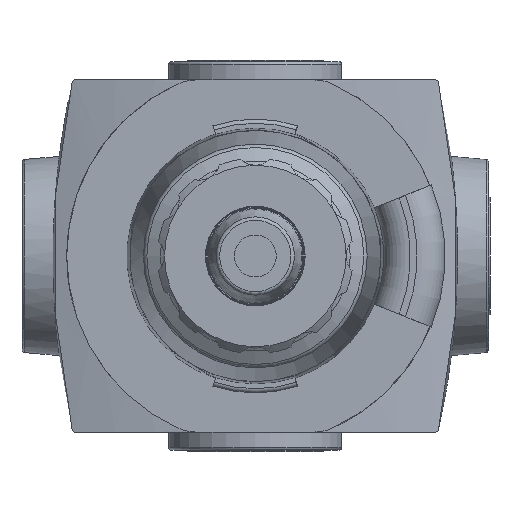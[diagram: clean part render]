
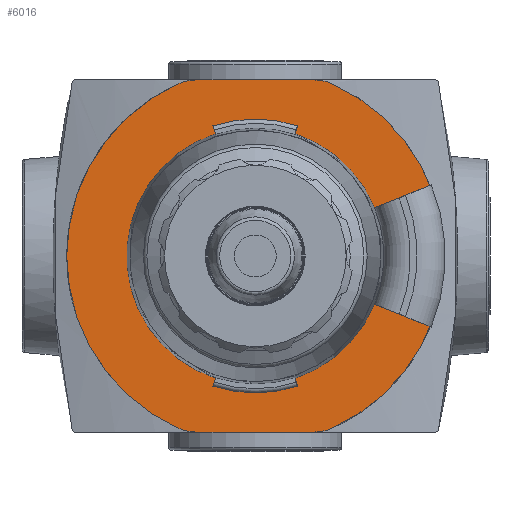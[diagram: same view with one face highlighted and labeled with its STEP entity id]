
A CAD part, front view. The second image highlights one B-rep face of the part: STEP entity #6016.
In plain terms, the highlighted planar face has unit normal (0, -1, 0).
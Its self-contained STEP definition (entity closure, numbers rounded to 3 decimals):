
#317=LINE('',#8180,#539);
#318=LINE('',#8188,#540);
#319=LINE('',#8193,#541);
#320=LINE('',#8198,#542);
#321=LINE('',#8202,#543);
#322=LINE('',#8206,#544);
#323=LINE('',#8210,#545);
#324=LINE('',#8214,#546);
#539=VECTOR('',#6861,1000.);
#540=VECTOR('',#6868,1000.);
#541=VECTOR('',#6873,1000.);
#542=VECTOR('',#6876,1000.);
#543=VECTOR('',#6879,1000.);
#544=VECTOR('',#6882,1000.);
#545=VECTOR('',#6885,1000.);
#546=VECTOR('',#6888,1000.);
#761=ORIENTED_EDGE('',*,*,#1927,.F.);
#762=ORIENTED_EDGE('',*,*,#1928,.F.);
#763=ORIENTED_EDGE('',*,*,#1929,.F.);
#764=ORIENTED_EDGE('',*,*,#1930,.F.);
#765=ORIENTED_EDGE('',*,*,#1931,.F.);
#766=ORIENTED_EDGE('',*,*,#1932,.F.);
#767=ORIENTED_EDGE('',*,*,#1933,.F.);
#768=ORIENTED_EDGE('',*,*,#1934,.F.);
#769=ORIENTED_EDGE('',*,*,#1935,.T.);
#770=ORIENTED_EDGE('',*,*,#1936,.F.);
#771=ORIENTED_EDGE('',*,*,#1937,.T.);
#772=ORIENTED_EDGE('',*,*,#1938,.T.);
#773=ORIENTED_EDGE('',*,*,#1939,.F.);
#774=ORIENTED_EDGE('',*,*,#1940,.F.);
#775=ORIENTED_EDGE('',*,*,#1941,.F.);
#776=ORIENTED_EDGE('',*,*,#1942,.F.);
#777=ORIENTED_EDGE('',*,*,#1943,.T.);
#778=ORIENTED_EDGE('',*,*,#1944,.F.);
#779=ORIENTED_EDGE('',*,*,#1945,.F.);
#780=ORIENTED_EDGE('',*,*,#1946,.F.);
#1927=EDGE_CURVE('',#2510,#2511,#2923,.T.);
#1928=EDGE_CURVE('',#2512,#2510,#317,.T.);
#1929=EDGE_CURVE('',#2513,#2512,#2924,.T.);
#1930=EDGE_CURVE('',#2514,#2513,#2925,.T.);
#1931=EDGE_CURVE('',#2515,#2514,#2926,.T.);
#1932=EDGE_CURVE('',#2516,#2515,#318,.T.);
#1933=EDGE_CURVE('',#2517,#2516,#2927,.T.);
#1934=EDGE_CURVE('',#2511,#2517,#2928,.T.);
#1935=EDGE_CURVE('',#2518,#2519,#319,.T.);
#1936=EDGE_CURVE('',#2520,#2519,#2929,.F.);
#1937=EDGE_CURVE('',#2520,#2521,#320,.T.);
#1938=EDGE_CURVE('',#2521,#2522,#2930,.T.);
#1939=EDGE_CURVE('',#2523,#2522,#321,.T.);
#1940=EDGE_CURVE('',#2524,#2523,#2931,.F.);
#1941=EDGE_CURVE('',#2525,#2524,#322,.T.);
#1942=EDGE_CURVE('',#2526,#2525,#2932,.T.);
#1943=EDGE_CURVE('',#2526,#2527,#323,.T.);
#1944=EDGE_CURVE('',#2528,#2527,#2933,.F.);
#1945=EDGE_CURVE('',#2529,#2528,#324,.T.);
#1946=EDGE_CURVE('',#2518,#2529,#2934,.T.);
#2510=VERTEX_POINT('',#8178);
#2511=VERTEX_POINT('',#8179);
#2512=VERTEX_POINT('',#8181);
#2513=VERTEX_POINT('',#8183);
#2514=VERTEX_POINT('',#8185);
#2515=VERTEX_POINT('',#8187);
#2516=VERTEX_POINT('',#8189);
#2517=VERTEX_POINT('',#8191);
#2518=VERTEX_POINT('',#8194);
#2519=VERTEX_POINT('',#8195);
#2520=VERTEX_POINT('',#8197);
#2521=VERTEX_POINT('',#8199);
#2522=VERTEX_POINT('',#8201);
#2523=VERTEX_POINT('',#8203);
#2524=VERTEX_POINT('',#8205);
#2525=VERTEX_POINT('',#8207);
#2526=VERTEX_POINT('',#8209);
#2527=VERTEX_POINT('',#8211);
#2528=VERTEX_POINT('',#8213);
#2529=VERTEX_POINT('',#8215);
#2923=CIRCLE('',#6308,3.);
#2924=CIRCLE('',#6309,3.);
#2925=CIRCLE('',#6310,13.5);
#2926=CIRCLE('',#6311,3.);
#2927=CIRCLE('',#6312,3.);
#2928=CIRCLE('',#6313,13.5);
#2929=CIRCLE('',#6314,9.2);
#2930=CIRCLE('',#6315,9.8);
#2931=CIRCLE('',#6316,9.2);
#2932=CIRCLE('',#6317,10.1);
#2933=CIRCLE('',#6318,9.2);
#2934=CIRCLE('',#6319,9.8);
#3180=EDGE_LOOP('',(#761,#762,#763,#764,#765,#766,#767,#768));
#3181=EDGE_LOOP('',(#769,#770,#771,#772,#773,#774,#775,#776,#777,#778,#779,
#780));
#3566=FACE_BOUND('',#3180,.T.);
#3567=FACE_BOUND('',#3181,.T.);
#3952=PLANE('',#6307);
#6016=ADVANCED_FACE('',(#3566,#3567),#3952,.F.);
#6307=AXIS2_PLACEMENT_3D('',#8176,#6857,#6858);
#6308=AXIS2_PLACEMENT_3D('',#8177,#6859,#6860);
#6309=AXIS2_PLACEMENT_3D('',#8182,#6862,#6863);
#6310=AXIS2_PLACEMENT_3D('',#8184,#6864,#6865);
#6311=AXIS2_PLACEMENT_3D('',#8186,#6866,#6867);
#6312=AXIS2_PLACEMENT_3D('',#8190,#6869,#6870);
#6313=AXIS2_PLACEMENT_3D('',#8192,#6871,#6872);
#6314=AXIS2_PLACEMENT_3D('',#8196,#6874,#6875);
#6315=AXIS2_PLACEMENT_3D('',#8200,#6877,#6878);
#6316=AXIS2_PLACEMENT_3D('',#8204,#6880,#6881);
#6317=AXIS2_PLACEMENT_3D('',#8208,#6883,#6884);
#6318=AXIS2_PLACEMENT_3D('',#8212,#6886,#6887);
#6319=AXIS2_PLACEMENT_3D('',#8216,#6889,#6890);
#6857=DIRECTION('',(0.,1.,0.));
#6858=DIRECTION('',(0.,0.,1.));
#6859=DIRECTION('',(0.,1.,0.));
#6860=DIRECTION('',(1.,0.,0.));
#6861=DIRECTION('',(-1.,0.,0.));
#6862=DIRECTION('',(0.,1.,0.));
#6863=DIRECTION('',(1.,0.,0.));
#6864=DIRECTION('',(0.,1.,0.));
#6865=DIRECTION('',(1.,0.,0.));
#6866=DIRECTION('',(0.,1.,0.));
#6867=DIRECTION('',(1.,0.,0.));
#6868=DIRECTION('',(1.,0.,0.));
#6869=DIRECTION('',(0.,1.,0.));
#6870=DIRECTION('',(1.,0.,0.));
#6871=DIRECTION('',(0.,1.,0.));
#6872=DIRECTION('',(1.,0.,0.));
#6873=DIRECTION('',(0.309,0.,0.951));
#6874=DIRECTION('',(0.,1.,0.));
#6875=DIRECTION('',(0.,0.,1.));
#6876=DIRECTION('',(-0.309,0.,0.951));
#6877=DIRECTION('',(0.,1.,0.));
#6878=DIRECTION('',(0.,0.,1.));
#6879=DIRECTION('',(0.309,0.,0.951));
#6880=DIRECTION('',(0.,1.,0.));
#6881=DIRECTION('',(0.,0.,1.));
#6882=DIRECTION('',(-0.927,0.,-0.375));
#6883=DIRECTION('',(0.,-1.,0.));
#6884=DIRECTION('',(1.,0.,0.));
#6885=DIRECTION('',(-0.927,0.,0.375));
#6886=DIRECTION('',(0.,1.,0.));
#6887=DIRECTION('',(0.,0.,1.));
#6888=DIRECTION('',(-0.309,0.,0.951));
#6889=DIRECTION('',(0.,-1.,0.));
#6890=DIRECTION('',(0.,0.,-1.));
#8176=CARTESIAN_POINT('',(-4.253,-17.6,-9.6));
#8177=CARTESIAN_POINT('',(-4.253,-17.6,-9.6));
#8178=CARTESIAN_POINT('',(-4.253,-17.6,-12.6));
#8179=CARTESIAN_POINT('',(-5.468,-17.6,-12.343));
#8180=CARTESIAN_POINT('',(4.253,-17.6,-12.6));
#8181=CARTESIAN_POINT('',(4.253,-17.6,-12.6));
#8182=CARTESIAN_POINT('',(4.253,-17.6,-9.6));
#8183=CARTESIAN_POINT('',(5.468,-17.6,-12.343));
#8184=CARTESIAN_POINT('',(0.,-17.6,0.));
#8185=CARTESIAN_POINT('',(5.468,-17.6,12.343));
#8186=CARTESIAN_POINT('',(4.253,-17.6,9.6));
#8187=CARTESIAN_POINT('',(4.253,-17.6,12.6));
#8188=CARTESIAN_POINT('',(-4.253,-17.6,12.6));
#8189=CARTESIAN_POINT('',(-4.253,-17.6,12.6));
#8190=CARTESIAN_POINT('',(-4.253,-17.6,9.6));
#8191=CARTESIAN_POINT('',(-5.468,-17.6,12.343));
#8192=CARTESIAN_POINT('',(0.,-17.6,0.));
#8193=CARTESIAN_POINT('',(-3.028,-17.6,-9.32));
#8194=CARTESIAN_POINT('',(-3.028,-17.6,-9.32));
#8195=CARTESIAN_POINT('',(-2.843,-17.6,-8.75));
#8196=CARTESIAN_POINT('',(0.,-17.6,0.));
#8197=CARTESIAN_POINT('',(-2.843,-17.6,8.75));
#8198=CARTESIAN_POINT('',(-2.812,-17.6,8.655));
#8199=CARTESIAN_POINT('',(-3.028,-17.6,9.32));
#8200=CARTESIAN_POINT('',(0.,-17.6,0.));
#8201=CARTESIAN_POINT('',(3.028,-17.6,9.32));
#8202=CARTESIAN_POINT('',(2.812,-17.6,8.655));
#8203=CARTESIAN_POINT('',(2.843,-17.6,8.75));
#8204=CARTESIAN_POINT('',(0.,-17.6,0.));
#8205=CARTESIAN_POINT('',(8.53,-17.6,3.446));
#8206=CARTESIAN_POINT('',(9.365,-17.6,3.784));
#8207=CARTESIAN_POINT('',(9.365,-17.6,3.784));
#8208=CARTESIAN_POINT('',(0.,-17.6,0.));
#8209=CARTESIAN_POINT('',(9.365,-17.6,-3.784));
#8210=CARTESIAN_POINT('',(9.365,-17.6,-3.784));
#8211=CARTESIAN_POINT('',(8.53,-17.6,-3.446));
#8212=CARTESIAN_POINT('',(0.,-17.6,0.));
#8213=CARTESIAN_POINT('',(2.843,-17.6,-8.75));
#8214=CARTESIAN_POINT('',(3.028,-17.6,-9.32));
#8215=CARTESIAN_POINT('',(3.028,-17.6,-9.32));
#8216=CARTESIAN_POINT('',(0.,-17.6,0.));
